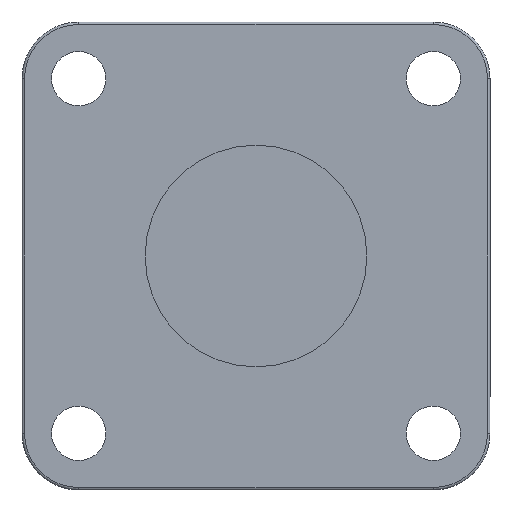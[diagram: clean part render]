
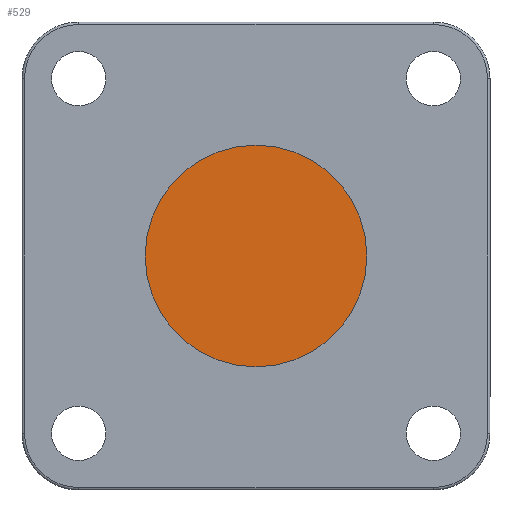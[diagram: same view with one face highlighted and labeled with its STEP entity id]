
A CAD part, front view. The second image highlights one B-rep face of the part: STEP entity #529.
In plain terms, the highlighted planar face has unit normal (0, -1, 0).
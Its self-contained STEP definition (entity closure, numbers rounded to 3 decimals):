
#306 = EDGE_CURVE ( 'NONE', #2469, #2682, #3657, .T. ) ;
#529 = ADVANCED_FACE ( 'NONE', ( #3327 ), #2816, .T. ) ;
#1481 = AXIS2_PLACEMENT_3D ( 'NONE', #2918, #3436, #4077 ) ;
#1555 = ORIENTED_EDGE ( 'NONE', *, *, #2103, .T. ) ;
#1568 = ORIENTED_EDGE ( 'NONE', *, *, #306, .T. ) ;
#1582 = AXIS2_PLACEMENT_3D ( 'NONE', #3309, #3386, #3431 ) ;
#1594 = CARTESIAN_POINT ( 'NONE',  ( 0., 5., -22.5 ) ) ;
#1850 = CIRCLE ( 'NONE', #1582, 22.5 ) ;
#2103 = EDGE_CURVE ( 'NONE', #2682, #2469, #1850, .T. ) ;
#2469 = VERTEX_POINT ( 'NONE', #1594 ) ;
#2682 = VERTEX_POINT ( 'NONE', #3926 ) ;
#2816 = PLANE ( 'NONE',  #1481 ) ;
#2918 = CARTESIAN_POINT ( 'NONE',  ( 0., 5., 0. ) ) ;
#3309 = CARTESIAN_POINT ( 'NONE',  ( 0., 5., 0. ) ) ;
#3327 = FACE_OUTER_BOUND ( 'NONE', #3737, .T. ) ;
#3386 = DIRECTION ( 'NONE',  ( 0., -1., 0. ) ) ;
#3431 = DIRECTION ( 'NONE',  ( 0., 0., -1. ) ) ;
#3436 = DIRECTION ( 'NONE',  ( 0., -1., 0. ) ) ;
#3657 = CIRCLE ( 'NONE', #4499, 22.5 ) ;
#3737 = EDGE_LOOP ( 'NONE', ( #1568, #1555 ) ) ;
#3926 = CARTESIAN_POINT ( 'NONE',  ( 0., 5., 22.5 ) ) ;
#4077 = DIRECTION ( 'NONE',  ( 0., 0., -1. ) ) ;
#4117 = CARTESIAN_POINT ( 'NONE',  ( 0., 5., 0. ) ) ;
#4135 = DIRECTION ( 'NONE',  ( 0., -1., 0. ) ) ;
#4140 = DIRECTION ( 'NONE',  ( 0., 0., -1. ) ) ;
#4499 = AXIS2_PLACEMENT_3D ( 'NONE', #4117, #4135, #4140 ) ;
